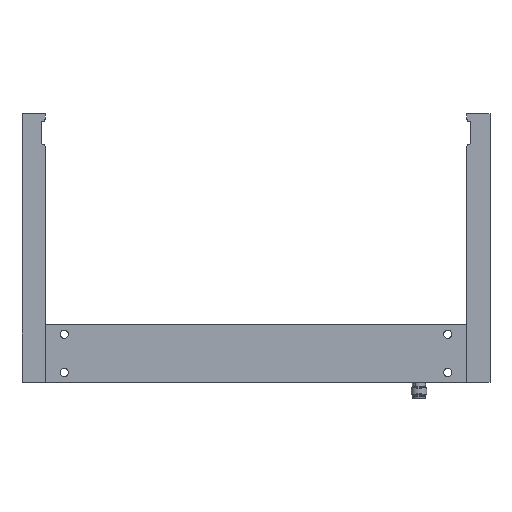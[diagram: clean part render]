
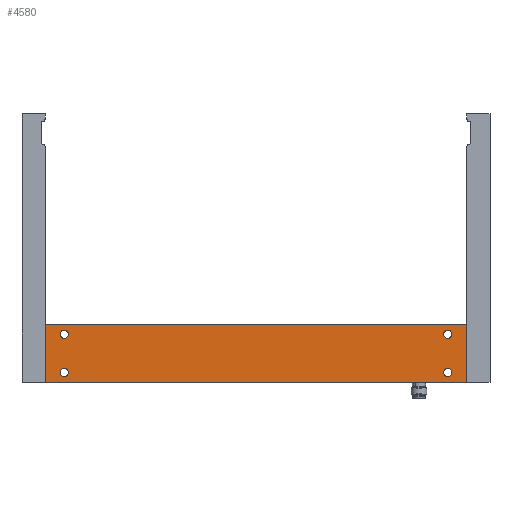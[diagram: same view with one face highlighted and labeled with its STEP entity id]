
A CAD part, top view. The second image highlights one B-rep face of the part: STEP entity #4580.
In plain terms, the highlighted planar face has unit normal (0, 0, 1).
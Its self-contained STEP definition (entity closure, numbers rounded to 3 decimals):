
#48=FACE_BOUND('',#711,.T.);
#49=FACE_BOUND('',#712,.T.);
#50=FACE_BOUND('',#713,.T.);
#51=FACE_BOUND('',#714,.T.);
#386=FACE_OUTER_BOUND('',#710,.T.);
#710=EDGE_LOOP('',(#2968,#2969,#2970,#2971));
#711=EDGE_LOOP('',(#2972));
#712=EDGE_LOOP('',(#2973));
#713=EDGE_LOOP('',(#2974));
#714=EDGE_LOOP('',(#2975));
#1197=CIRCLE('',#4948,2.15);
#1198=CIRCLE('',#4949,2.15);
#1199=CIRCLE('',#4950,2.15);
#1200=CIRCLE('',#4951,2.15);
#1465=LINE('',#7016,#1712);
#1466=LINE('',#7018,#1713);
#1467=LINE('',#7020,#1714);
#1468=LINE('',#7021,#1715);
#1712=VECTOR('',#5569,10.);
#1713=VECTOR('',#5570,10.);
#1714=VECTOR('',#5571,10.);
#1715=VECTOR('',#5572,10.);
#1970=VERTEX_POINT('',#7014);
#1971=VERTEX_POINT('',#7015);
#1972=VERTEX_POINT('',#7017);
#1973=VERTEX_POINT('',#7019);
#1974=VERTEX_POINT('',#7022);
#1975=VERTEX_POINT('',#7024);
#1976=VERTEX_POINT('',#7026);
#1977=VERTEX_POINT('',#7028);
#2393=EDGE_CURVE('',#1970,#1971,#1465,.T.);
#2394=EDGE_CURVE('',#1972,#1970,#1466,.T.);
#2395=EDGE_CURVE('',#1973,#1972,#1467,.T.);
#2396=EDGE_CURVE('',#1971,#1973,#1468,.T.);
#2397=EDGE_CURVE('',#1974,#1974,#1197,.T.);
#2398=EDGE_CURVE('',#1975,#1975,#1198,.T.);
#2399=EDGE_CURVE('',#1976,#1976,#1199,.T.);
#2400=EDGE_CURVE('',#1977,#1977,#1200,.T.);
#2968=ORIENTED_EDGE('',*,*,#2393,.F.);
#2969=ORIENTED_EDGE('',*,*,#2394,.F.);
#2970=ORIENTED_EDGE('',*,*,#2395,.F.);
#2971=ORIENTED_EDGE('',*,*,#2396,.F.);
#2972=ORIENTED_EDGE('',*,*,#2397,.T.);
#2973=ORIENTED_EDGE('',*,*,#2398,.T.);
#2974=ORIENTED_EDGE('',*,*,#2399,.T.);
#2975=ORIENTED_EDGE('',*,*,#2400,.T.);
#4094=PLANE('',#4947);
#4580=ADVANCED_FACE('',(#386,#48,#49,#50,#51),#4094,.T.);
#4947=AXIS2_PLACEMENT_3D('',#7013,#5567,#5568);
#4948=AXIS2_PLACEMENT_3D('',#7023,#5573,#5574);
#4949=AXIS2_PLACEMENT_3D('',#7025,#5575,#5576);
#4950=AXIS2_PLACEMENT_3D('',#7027,#5577,#5578);
#4951=AXIS2_PLACEMENT_3D('',#7029,#5579,#5580);
#5567=DIRECTION('center_axis',(0.,0.,1.));
#5568=DIRECTION('ref_axis',(1.,0.,0.));
#5569=DIRECTION('',(0.,1.,0.));
#5570=DIRECTION('',(-1.,0.,0.));
#5571=DIRECTION('',(0.,-1.,0.));
#5572=DIRECTION('',(1.,0.,0.));
#5573=DIRECTION('center_axis',(0.,0.,-1.));
#5574=DIRECTION('ref_axis',(-1.,0.,0.));
#5575=DIRECTION('center_axis',(0.,0.,-1.));
#5576=DIRECTION('ref_axis',(-1.,0.,0.));
#5577=DIRECTION('center_axis',(0.,0.,-1.));
#5578=DIRECTION('ref_axis',(-1.,0.,0.));
#5579=DIRECTION('center_axis',(0.,0.,-1.));
#5580=DIRECTION('ref_axis',(-1.,0.,0.));
#7013=CARTESIAN_POINT('Origin',(110.,15.,12.));
#7014=CARTESIAN_POINT('',(0.,0.,12.));
#7015=CARTESIAN_POINT('',(0.,30.,12.));
#7016=CARTESIAN_POINT('',(0.,30.,12.));
#7017=CARTESIAN_POINT('',(220.,0.,12.));
#7018=CARTESIAN_POINT('',(0.,0.,12.));
#7019=CARTESIAN_POINT('',(220.,30.,12.));
#7020=CARTESIAN_POINT('',(220.,0.,12.));
#7021=CARTESIAN_POINT('',(220.,30.,12.));
#7022=CARTESIAN_POINT('',(212.15,25.,12.));
#7023=CARTESIAN_POINT('Origin',(210.,25.,12.));
#7024=CARTESIAN_POINT('',(12.15,5.,12.));
#7025=CARTESIAN_POINT('Origin',(10.,5.,12.));
#7026=CARTESIAN_POINT('',(12.15,25.,12.));
#7027=CARTESIAN_POINT('Origin',(10.,25.,12.));
#7028=CARTESIAN_POINT('',(212.15,5.,12.));
#7029=CARTESIAN_POINT('Origin',(210.,5.,12.));
